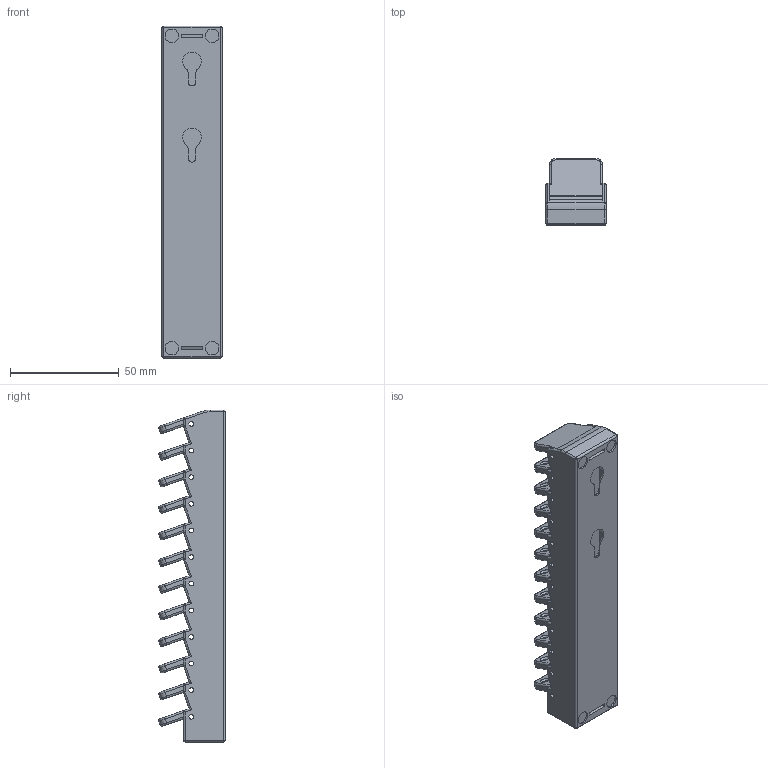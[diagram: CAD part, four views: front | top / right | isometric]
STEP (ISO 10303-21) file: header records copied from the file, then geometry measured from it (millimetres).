
FILE_DESCRIPTION (( 'STEP AP214' ), '1' );
FILE_NAME ('SV4 dock (11).STEP', '2025-01-28T22:13:24', ( '' ), ( '' ), 'MPSTEP 2.0', 'Macroplastics Offline CAD Suite', '' );
FILE_SCHEMA (( 'UwU' ));
Length unit declared in the file: millimetre
Products named in the file (1): SV4 dock (11)
Bounding box: 27.65 x 30.5 x 152.69 mm (x, y, z)
Volume: 57967.4 mm3; surface area: 51463.4 mm2
Topology: 3 solids, 3 shells, 1387 faces, 3794 edges, 2332 vertices
Faces by surface type: plane 678, cylinder 461, cone 92, bspline 56, torus 50, sphere 50
Entity records: 45886 total; most frequent: CARTESIAN_POINT 10789, ORIENTED_EDGE 7488, DIRECTION 7145, EDGE_CURVE 3744, LINE 2505, VECTOR 2505, VERTEX_POINT 2332, AXIS2_PLACEMENT_3D 2320
